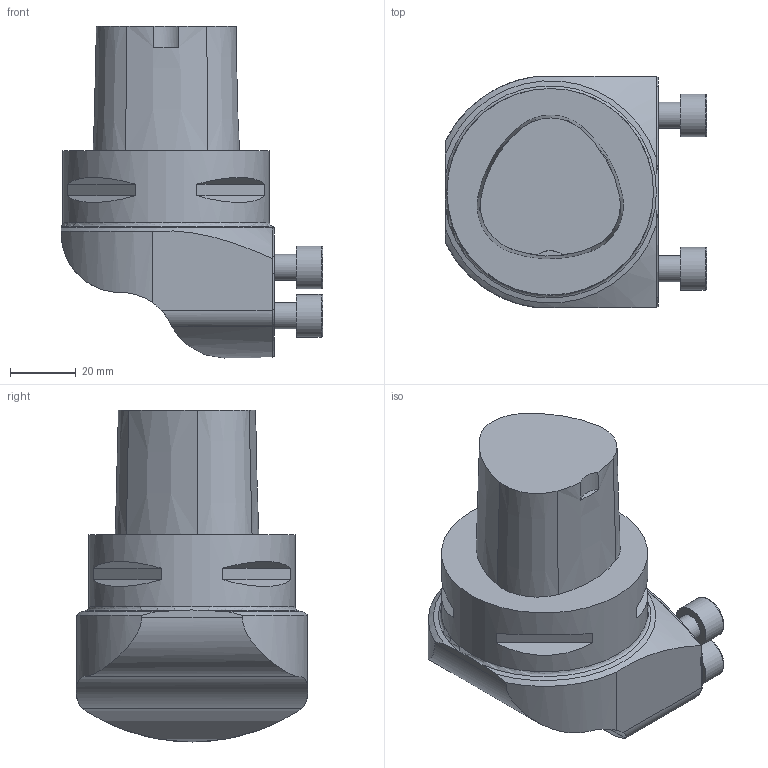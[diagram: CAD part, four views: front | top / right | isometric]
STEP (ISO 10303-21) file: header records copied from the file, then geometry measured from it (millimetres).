
FILE_DESCRIPTION(/* description */ (''),/* implementation_level */ '2;1');
FILE_NAME(/* name */ '1524459844850.stp',/* time_stamp */ '2018-04-23T07:04:14+02:00',/* author */ (''),/* organization */ ('SMS'),/* preprocessor_version */ 'ST-DEVELOPER v15',/* originating_system */ 'SIEMENS PLM Software NX 8.5',/* authorisation */ '');
FILE_SCHEMA (('AUTOMOTIVE_DESIGN { 1 0 10303 214 3 1 1 1 }'));
Length unit declared in the file: millimetre
Products named in the file (1): 201596604mod000_00
Bounding box: 79.72 x 70.5 x 101.25 mm (x, y, z)
Volume: 248924.2 mm3; surface area: 27309.4 mm2
Topology: 1 solids, 1 shells, 69 faces, 159 edges, 108 vertices
Faces by surface type: plane 30, cylinder 25, cone 9, torus 5
Full cylindrical faces by diameter (mm): 8 x4, 13 x4, 63 x1
Entity records: 2024 total; most frequent: CARTESIAN_POINT 438, DIRECTION 333, ORIENTED_EDGE 286, EDGE_CURVE 143, AXIS2_PLACEMENT_3D 143, VERTEX_POINT 103, EDGE_LOOP 96, ADVANCED_FACE 69
